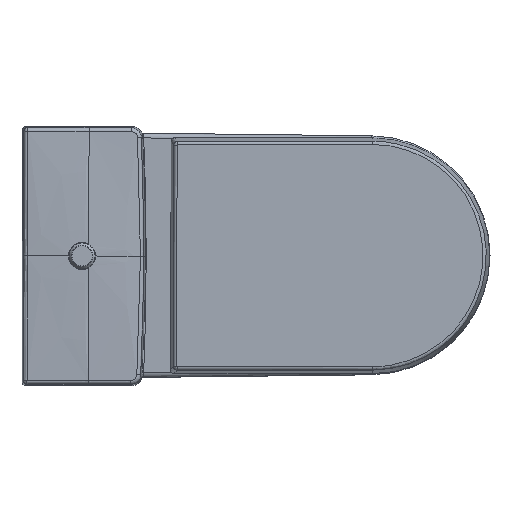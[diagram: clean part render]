
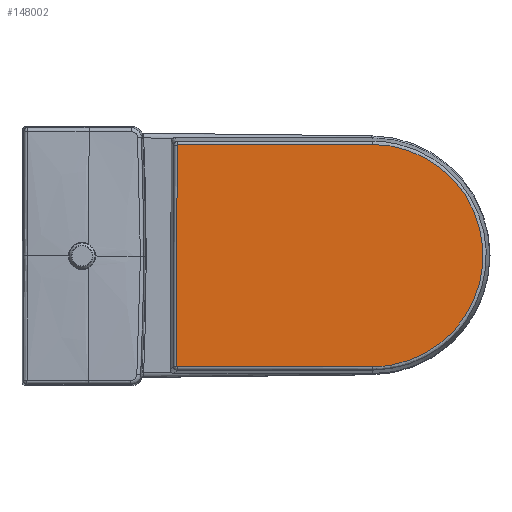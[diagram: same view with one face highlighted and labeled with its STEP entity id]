
A CAD part, top view. The second image highlights one B-rep face of the part: STEP entity #148002.
In plain terms, the highlighted planar face has unit normal (0, 0, 1).
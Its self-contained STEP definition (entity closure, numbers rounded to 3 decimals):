
#147482=CARTESIAN_POINT('',(-19.847,167.529,35.0));
#147483=VERTEX_POINT('',#147482);
#147531=CARTESIAN_POINT('',(-20.84,-167.518,35.0));
#147532=VERTEX_POINT('',#147531);
#147555=CARTESIAN_POINT('',(-20.84,-167.518,35.));
#147556=CARTESIAN_POINT('',(-27.03,-167.455,35.0));
#147557=CARTESIAN_POINT('',(-39.468,-166.641,35.));
#147558=CARTESIAN_POINT('',(-57.977,-163.328,35.));
#147559=CARTESIAN_POINT('',(-75.99,-157.955,35.));
#147560=CARTESIAN_POINT('',(-95.028,-149.887,35.));
#147561=CARTESIAN_POINT('',(-114.882,-138.243,35.));
#147562=CARTESIAN_POINT('',(-131.135,-125.074,35.));
#147563=CARTESIAN_POINT('',(-142.748,-113.308,35.));
#147564=CARTESIAN_POINT('',(-153.531,-100.637,35.0));
#147565=CARTESIAN_POINT('',(-162.896,-86.735,35.));
#147566=CARTESIAN_POINT('',(-172.522,-68.275,35.));
#147567=CARTESIAN_POINT('',(-178.501,-52.831,35.));
#147568=CARTESIAN_POINT('',(-183.837,-32.652,35.));
#147569=CARTESIAN_POINT('',(-186.863,-11.928,35.));
#147570=CARTESIAN_POINT('',(-186.794,12.911,35.));
#147571=CARTESIAN_POINT('',(-183.007,37.769,35.));
#147572=CARTESIAN_POINT('',(-176.806,57.693,35.));
#147573=CARTESIAN_POINT('',(-170.178,72.845,35.));
#147574=CARTESIAN_POINT('',(-162.382,87.587,35.));
#147575=CARTESIAN_POINT('',(-153.535,100.552,35.));
#147576=CARTESIAN_POINT('',(-144.131,111.686,35.));
#147577=CARTESIAN_POINT('',(-135.611,120.699,35.));
#147578=CARTESIAN_POINT('',(-119.361,135.278,35.));
#147579=CARTESIAN_POINT('',(-97.968,148.749,35.));
#147580=CARTESIAN_POINT('',(-75.065,158.284,35.));
#147581=CARTESIAN_POINT('',(-57.021,163.557,35.));
#147582=CARTESIAN_POINT('',(-38.489,166.76,35.));
#147583=CARTESIAN_POINT('',(-26.042,167.503,35.));
#147584=CARTESIAN_POINT('',(-19.847,167.529,35.0));
#147585=B_SPLINE_CURVE_WITH_KNOTS('',3,(#147555,#147556,#147557,#147558,#147559,#147560,#147561,#147562,#147563,#147564,#147565,#147566,#147567,#147568,#147569,#147570,#147571,#147572,#147573,#147574,#147575,#147576,#147577,#147578,#147579,#147580,#147581,#147582,#147583,#147584),.UNSPECIFIED.,.F.,.U.,(4,1,1,1,1,1,1,1,1,1,1,1,1,1,1,1,1,1,1,1,1,1,1,1,1,1,1,4),(0.002,1.859,3.719,5.578,7.438,9.917,12.396,13.636,14.876,17.355,18.595,21.074,22.314,24.793,27.272,29.751,32.231,33.47,34.71,37.189,38.119,39.049,40.908,44.627,46.487,48.346,50.206,52.064),.UNSPECIFIED.);
#147586=EDGE_CURVE('',#147532,#147483,#147585,.T.);
#147598=CARTESIAN_POINT('',(273.066,-167.518,35.0));
#147599=VERTEX_POINT('',#147598);
#147607=CARTESIAN_POINT('',(273.066,-167.518,35.0));
#147608=DIRECTION('',(-1.0,0.0,0.0));
#147609=VECTOR('',#147608,293.906);
#147610=LINE('',#147607,#147609);
#147611=EDGE_CURVE('',#147599,#147532,#147610,.T.);
#147672=CARTESIAN_POINT('',(274.009,-166.605,35.0));
#147673=VERTEX_POINT('',#147672);
#147681=CARTESIAN_POINT('',(274.009,-166.605,35.0));
#147682=CARTESIAN_POINT('',(274.009,-166.674,35.0));
#147683=CARTESIAN_POINT('',(273.979,-166.881,35.));
#147684=CARTESIAN_POINT('',(273.81,-167.19,35.));
#147685=CARTESIAN_POINT('',(273.477,-167.449,35.));
#147686=CARTESIAN_POINT('',(273.203,-167.518,35.0));
#147687=CARTESIAN_POINT('',(273.066,-167.518,35.0));
#147688=B_SPLINE_CURVE_WITH_KNOTS('',3,(#147681,#147682,#147683,#147684,#147685,#147686,#147687),.UNSPECIFIED.,.F.,.U.,(4,1,1,1,4),(0.0,0.021,0.062,0.103,0.144),.UNSPECIFIED.);
#147689=EDGE_CURVE('',#147673,#147599,#147688,.T.);
#147701=CARTESIAN_POINT('',(275.016,166.61,35.0));
#147702=VERTEX_POINT('',#147701);
#147710=CARTESIAN_POINT('',(275.016,166.61,35.0));
#147711=DIRECTION('',(-0.003,-1.,0.0));
#147712=VECTOR('',#147711,333.217);
#147713=LINE('',#147710,#147712);
#147714=EDGE_CURVE('',#147702,#147673,#147713,.T.);
#147775=CARTESIAN_POINT('',(274.072,167.529,35.0));
#147776=VERTEX_POINT('',#147775);
#147784=CARTESIAN_POINT('',(274.072,167.529,35.0));
#147785=CARTESIAN_POINT('',(274.21,167.529,35.0));
#147786=CARTESIAN_POINT('',(274.415,167.477,35.0));
#147787=CARTESIAN_POINT('',(274.711,167.292,35.0));
#147788=CARTESIAN_POINT('',(274.94,167.023,35.0));
#147789=CARTESIAN_POINT('',(275.016,166.748,35.0));
#147790=CARTESIAN_POINT('',(275.016,166.61,35.0));
#147791=B_SPLINE_CURVE_WITH_KNOTS('',3,(#147784,#147785,#147786,#147787,#147788,#147789,#147790),.UNSPECIFIED.,.F.,.U.,(4,1,1,1,4),(0.0,0.041,0.062,0.103,0.144),.UNSPECIFIED.);
#147792=EDGE_CURVE('',#147776,#147702,#147791,.T.);
#147803=CARTESIAN_POINT('',(-19.847,167.529,35.0));
#147804=DIRECTION('',(1.0,0.0,0.0));
#147805=VECTOR('',#147804,293.92);
#147806=LINE('',#147803,#147805);
#147807=EDGE_CURVE('',#147483,#147776,#147806,.T.);
#147989=CARTESIAN_POINT('',(73.39,0.109,35.0));
#147990=DIRECTION('',(0.0,0.0,1.0));
#147991=DIRECTION('',(1.0,0.0,0.0));
#147992=AXIS2_PLACEMENT_3D('',#147989,#147990,#147991);
#147993=PLANE('',#147992);
#147994=ORIENTED_EDGE('',*,*,#147586,.F.);
#147995=ORIENTED_EDGE('',*,*,#147611,.F.);
#147996=ORIENTED_EDGE('',*,*,#147689,.F.);
#147997=ORIENTED_EDGE('',*,*,#147714,.F.);
#147998=ORIENTED_EDGE('',*,*,#147792,.F.);
#147999=ORIENTED_EDGE('',*,*,#147807,.F.);
#148000=EDGE_LOOP('',(#147994,#147995,#147996,#147997,#147998,#147999));
#148001=FACE_OUTER_BOUND('',#148000,.T.);
#148002=ADVANCED_FACE('',(#148001),#147993,.T.);
